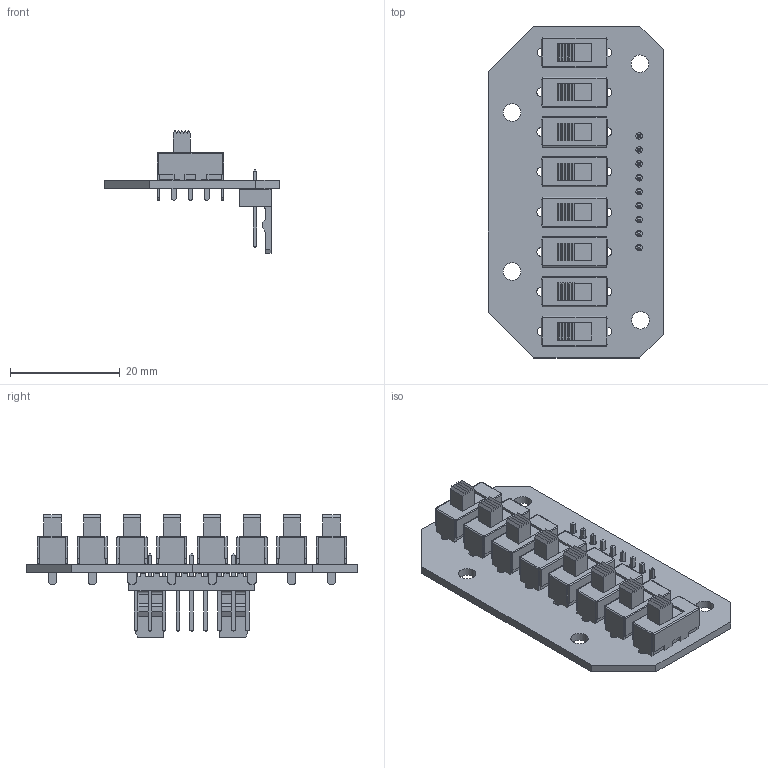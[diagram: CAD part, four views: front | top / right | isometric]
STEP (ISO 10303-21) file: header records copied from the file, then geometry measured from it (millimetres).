
FILE_DESCRIPTION(('KiCad electronic assembly'),'2;1');
FILE_NAME('SWITCHES.step','2025-06-18T11:26:20',('Pcbnew'),('Kicad'), 'Open CASCADE STEP processor 7.8','KiCad to STEP converter','Unknown' );
FILE_SCHEMA(('AUTOMOTIVE_DESIGN { 1 0 10303 214 1 1 1 1 }'));
Length unit declared in the file: millimetre
Products named in the file (4): SWITCHES 1; ss12f44[1]; Molex_KK-254_AE-6410-09A_1x09_P2.54mm_Vertical; ml-hardware_PCB
Assembly tree (10 placements, depth 2):
  SWITCHES 1
    ss12f44[1]  x8
    Molex_KK-254_AE-6410-09A_1x09_P2.54mm_Vertical
    ml-hardware_PCB
Bounding box: 31.88 x 60.45 x 22.38 mm (x, y, z)
Volume: 6075.2 mm3; surface area: 8684.8 mm2
Topology: 10 solids, 10 shells, 1192 faces, 3214 edges, 2092 vertices
Faces by surface type: plane 1049, cylinder 143
Full cylindrical faces by diameter (mm): 1 x24, 1.19 x9, 1.6 x16, 3.2 x4
Entity records: 15240 total; most frequent: CARTESIAN_POINT 2281, ORIENTED_EDGE 2242, DIRECTION 2133, EDGE_CURVE 1121, LINE 989, VECTOR 989, VERTEX_POINT 720, FACE_BOUND 573
